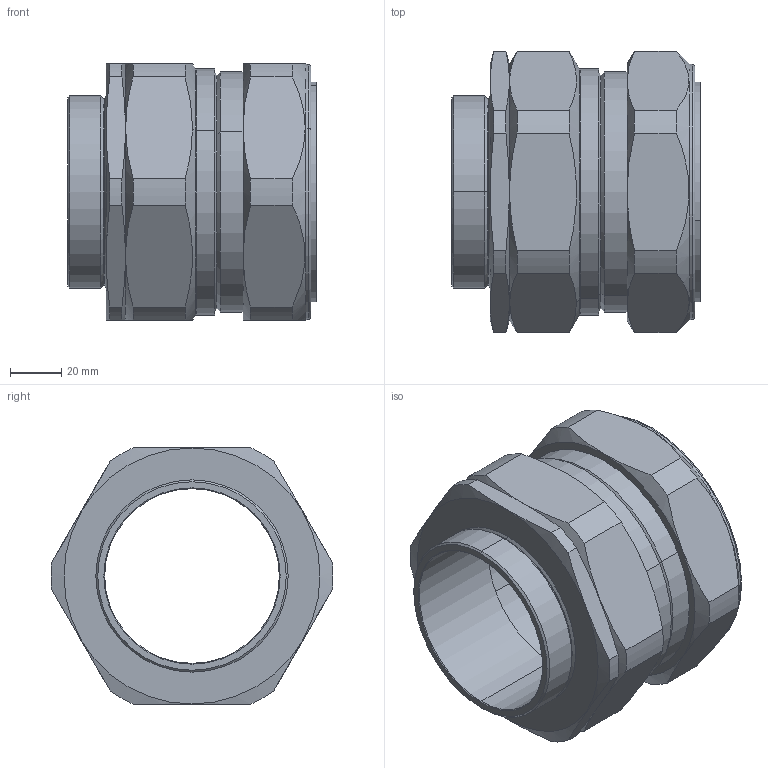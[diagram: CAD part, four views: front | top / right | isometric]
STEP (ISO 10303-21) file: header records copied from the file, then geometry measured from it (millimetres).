
FILE_DESCRIPTION (( 'STEP AP203' ), '1' );
FILE_NAME ('75CXED1RA.STEP', '2021-03-11T16:19:41', ( '' ), ( '' ), 'SwSTEP 2.0', 'SolidWorks 2017', '' );
FILE_SCHEMA (( 'CONFIG_CONTROL_DESIGN' ));
Length unit declared in the file: millimetre
Products named in the file (1): 75CXED1RA
Bounding box: 96.9 x 109.95 x 100 mm (x, y, z)
Volume: 321744.4 mm3; surface area: 85949.8 mm2
Topology: 3 solids, 3 shells, 310 faces, 785 edges, 510 vertices
Faces by surface type: plane 124, bspline 98, cylinder 42, cone 40, torus 6
Entity records: 15774 total; most frequent: CARTESIAN_POINT 8884, ORIENTED_EDGE 1570, DIRECTION 1095, EDGE_CURVE 785, VERTEX_POINT 510, LINE 405, VECTOR 405, EDGE_LOOP 345
